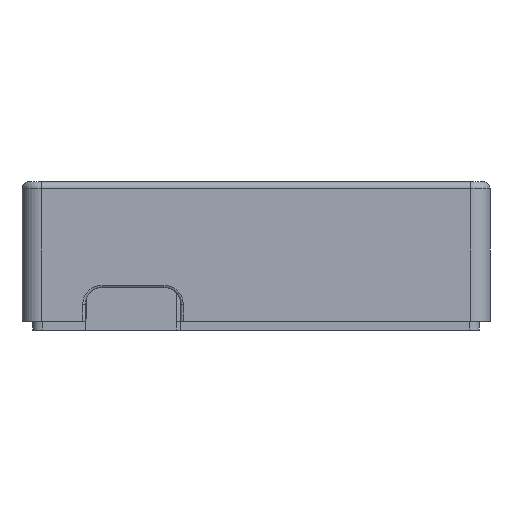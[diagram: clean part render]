
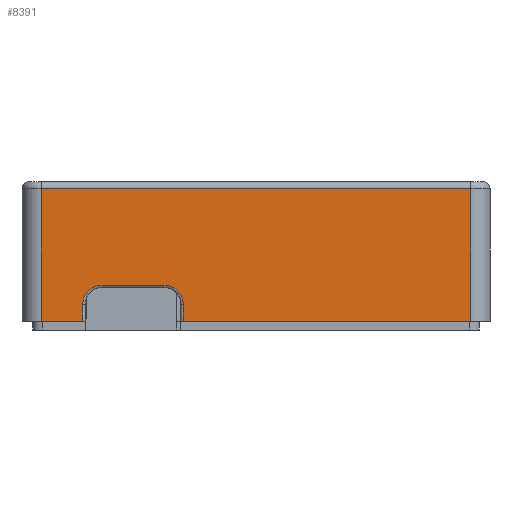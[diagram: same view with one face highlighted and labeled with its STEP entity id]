
A CAD part, left-side view. The second image highlights one B-rep face of the part: STEP entity #8391.
In plain terms, the highlighted planar face has unit normal (-1, 0, 0).
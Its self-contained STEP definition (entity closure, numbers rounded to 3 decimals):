
#312=CIRCLE('',#8848,2.);
#313=CIRCLE('',#8849,2.);
#507=PLANE('',#8847);
#937=FACE_OUTER_BOUND('',#1437,.T.);
#1437=EDGE_LOOP('',(#7552,#7553,#7554,#7555,#7556,#7557,#7558,#7559,#7560,
#7561));
#1919=LINE('',#15642,#2569);
#2073=LINE('',#16237,#2723);
#2076=LINE('',#16258,#2726);
#2078=LINE('',#16263,#2728);
#2079=LINE('',#16265,#2729);
#2080=LINE('',#16269,#2730);
#2081=LINE('',#16273,#2731);
#2082=LINE('',#16274,#2732);
#2569=VECTOR('',#9648,10.);
#2723=VECTOR('',#10262,10.);
#2726=VECTOR('',#10291,10.);
#2728=VECTOR('',#10297,10.);
#2729=VECTOR('',#10298,10.);
#2730=VECTOR('',#10301,10.);
#2731=VECTOR('',#10304,10.);
#2732=VECTOR('',#10305,10.);
#3785=VERTEX_POINT('',#15639);
#3786=VERTEX_POINT('',#15641);
#3954=VERTEX_POINT('',#16231);
#3955=VERTEX_POINT('',#16235);
#3960=VERTEX_POINT('',#16257);
#3962=VERTEX_POINT('',#16264);
#3963=VERTEX_POINT('',#16266);
#3964=VERTEX_POINT('',#16268);
#3965=VERTEX_POINT('',#16270);
#3966=VERTEX_POINT('',#16272);
#4886=EDGE_CURVE('',#3785,#3786,#1919,.T.);
#5165=EDGE_CURVE('',#3954,#3955,#2073,.T.);
#5175=EDGE_CURVE('',#3960,#3955,#2076,.T.);
#5178=EDGE_CURVE('',#3786,#3954,#2078,.T.);
#5179=EDGE_CURVE('',#3962,#3785,#2079,.T.);
#5180=EDGE_CURVE('',#3963,#3962,#312,.T.);
#5181=EDGE_CURVE('',#3964,#3963,#2080,.T.);
#5182=EDGE_CURVE('',#3965,#3964,#313,.T.);
#5183=EDGE_CURVE('',#3966,#3965,#2081,.T.);
#5184=EDGE_CURVE('',#3960,#3966,#2082,.T.);
#7552=ORIENTED_EDGE('',*,*,#5165,.F.);
#7553=ORIENTED_EDGE('',*,*,#5178,.F.);
#7554=ORIENTED_EDGE('',*,*,#4886,.F.);
#7555=ORIENTED_EDGE('',*,*,#5179,.F.);
#7556=ORIENTED_EDGE('',*,*,#5180,.F.);
#7557=ORIENTED_EDGE('',*,*,#5181,.F.);
#7558=ORIENTED_EDGE('',*,*,#5182,.F.);
#7559=ORIENTED_EDGE('',*,*,#5183,.F.);
#7560=ORIENTED_EDGE('',*,*,#5184,.F.);
#7561=ORIENTED_EDGE('',*,*,#5175,.T.);
#8391=ADVANCED_FACE('',(#937),#507,.T.);
#8847=AXIS2_PLACEMENT_3D('',#16262,#10295,#10296);
#8848=AXIS2_PLACEMENT_3D('',#16267,#10299,#10300);
#8849=AXIS2_PLACEMENT_3D('',#16271,#10302,#10303);
#9648=DIRECTION('',(0.,1.,0.));
#10262=DIRECTION('',(0.,-1.,0.));
#10291=DIRECTION('',(0.,0.,1.));
#10295=DIRECTION('center_axis',(-1.,0.,0.));
#10296=DIRECTION('ref_axis',(0.,1.,0.));
#10297=DIRECTION('',(0.,0.,1.));
#10298=DIRECTION('',(0.,0.,-1.));
#10299=DIRECTION('center_axis',(-1.,0.,0.));
#10300=DIRECTION('ref_axis',(0.,0.707,0.707));
#10301=DIRECTION('',(0.,1.,0.));
#10302=DIRECTION('center_axis',(-1.,0.,0.));
#10303=DIRECTION('ref_axis',(0.,-0.707,0.707));
#10304=DIRECTION('',(0.,0.,1.));
#10305=DIRECTION('',(0.,1.,0.));
#15639=CARTESIAN_POINT('',(-2.008,40.796,4.153));
#15641=CARTESIAN_POINT('',(-2.008,45.109,4.153));
#15642=CARTESIAN_POINT('',(-2.008,11.638,4.153));
#16231=CARTESIAN_POINT('',(-2.008,45.109,17.96));
#16235=CARTESIAN_POINT('',(-2.008,0.481,17.96));
#16237=CARTESIAN_POINT('',(-2.008,11.638,17.96));
#16257=CARTESIAN_POINT('',(-2.008,0.481,4.153));
#16258=CARTESIAN_POINT('',(-2.008,0.481,16.66));
#16262=CARTESIAN_POINT('Origin',(-2.008,0.481,16.66));
#16263=CARTESIAN_POINT('',(-2.008,45.109,16.66));
#16264=CARTESIAN_POINT('',(-2.008,40.796,5.915));
#16265=CARTESIAN_POINT('',(-2.008,40.796,10.406));
#16266=CARTESIAN_POINT('',(-2.008,38.796,7.915));
#16267=CARTESIAN_POINT('Origin',(-2.008,38.796,5.915));
#16268=CARTESIAN_POINT('',(-2.008,32.356,7.915));
#16269=CARTESIAN_POINT('',(-2.008,19.638,7.915));
#16270=CARTESIAN_POINT('',(-2.008,30.356,5.915));
#16271=CARTESIAN_POINT('Origin',(-2.008,32.356,5.915));
#16272=CARTESIAN_POINT('',(-2.008,30.356,4.153));
#16273=CARTESIAN_POINT('',(-2.008,30.356,11.287));
#16274=CARTESIAN_POINT('',(-2.008,11.638,4.153));
